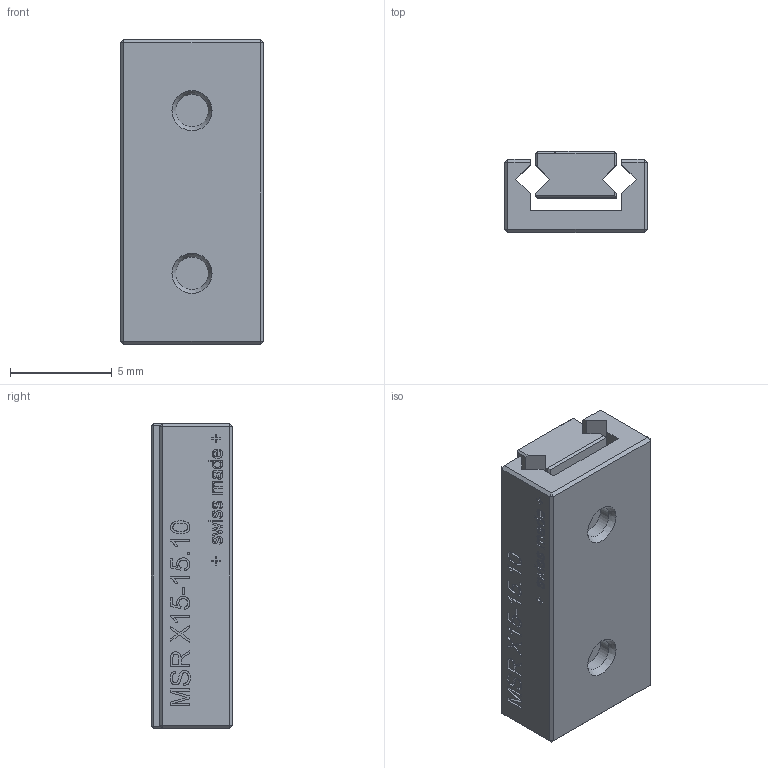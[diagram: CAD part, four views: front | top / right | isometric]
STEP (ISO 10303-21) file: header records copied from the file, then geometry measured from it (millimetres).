
FILE_DESCRIPTION(('FreeCAD Model'),'2;1');
FILE_NAME('MSR X15-15.10.step','2020-04-05T11:47:33',('Author'), (''),'Open CASCADE STEP processor 6.8','FreeCAD','Unknown');
FILE_SCHEMA(('AUTOMOTIVE_DESIGN_CC2 { 1 2 10303 214 -1 1 5 4 }'));
Length unit declared in the file: millimetre
Products named in the file (3): ASSEMBLY; TT; DP
Assembly tree (2 placements, depth 2):
  ASSEMBLY
    TT
    DP
Bounding box: 7 x 4 x 15 mm (x, y, z)
Volume: 295.8 mm3; surface area: 694.4 mm2
Topology: 2 solids, 2 shells, 582 faces, 1587 edges, 1042 vertices
Faces by surface type: extrusion 295, plane 279, cylinder 6, cone 2
Full cylindrical faces by diameter (mm): 1.6 x4, 2.72 x2
Entity records: 39233 total; most frequent: CARTESIAN_POINT 9358, DIRECTION 4460, VECTOR 3842, LINE 3547, ORIENTED_EDGE 3174, PCURVE 3174, DEFINITIONAL_REPRESENTATION 3174, EDGE_CURVE 1587
